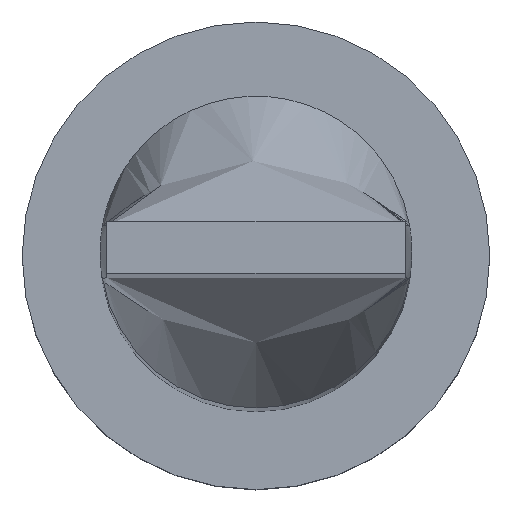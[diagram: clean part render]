
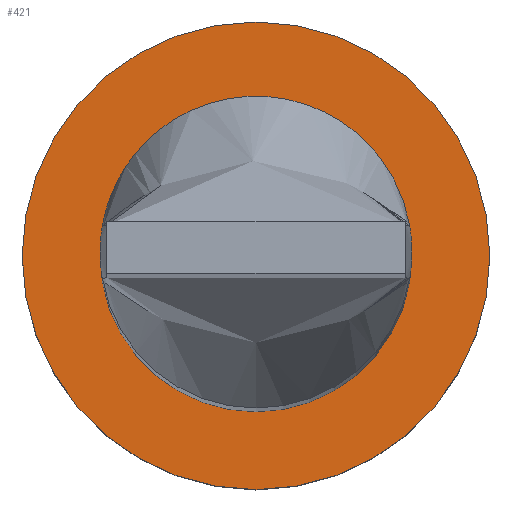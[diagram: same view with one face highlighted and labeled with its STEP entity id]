
A CAD part, top view. The second image highlights one B-rep face of the part: STEP entity #421.
In plain terms, the highlighted planar face has unit normal (0, 0, 1).
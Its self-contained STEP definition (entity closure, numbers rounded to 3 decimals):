
#4 = CIRCLE ( 'NONE', #595, 9. ) ;
#17 = DIRECTION ( 'NONE',  ( 1., 0., 0. ) ) ;
#19 = VERTEX_POINT ( 'NONE', #34 ) ;
#34 = CARTESIAN_POINT ( 'NONE',  ( -6., 0., 7. ) ) ;
#61 = VERTEX_POINT ( 'NONE', #214 ) ;
#97 = ORIENTED_EDGE ( 'NONE', *, *, #102, .F. ) ;
#102 = EDGE_CURVE ( 'NONE', #416, #19, #201, .T. ) ;
#111 = ORIENTED_EDGE ( 'NONE', *, *, #377, .T. ) ;
#130 = PLANE ( 'NONE',  #326 ) ;
#137 = EDGE_CURVE ( 'NONE', #19, #416, #253, .T. ) ;
#138 = FACE_OUTER_BOUND ( 'NONE', #265, .T. ) ;
#165 = DIRECTION ( 'NONE',  ( 0., 0., 1. ) ) ;
#179 = CARTESIAN_POINT ( 'NONE',  ( 0., 0., 7. ) ) ;
#180 = CIRCLE ( 'NONE', #457, 9. ) ;
#182 = DIRECTION ( 'NONE',  ( 0., 0., 1. ) ) ;
#189 = ORIENTED_EDGE ( 'NONE', *, *, #208, .T. ) ;
#201 = CIRCLE ( 'NONE', #550, 6. ) ;
#208 = EDGE_CURVE ( 'NONE', #492, #61, #180, .T. ) ;
#214 = CARTESIAN_POINT ( 'NONE',  ( 9., 0., 7. ) ) ;
#227 = CARTESIAN_POINT ( 'NONE',  ( 6., 0., 7. ) ) ;
#253 = CIRCLE ( 'NONE', #598, 6. ) ;
#264 = DIRECTION ( 'NONE',  ( 1., 0., 0. ) ) ;
#265 = EDGE_LOOP ( 'NONE', ( #189, #111 ) ) ;
#274 = FACE_BOUND ( 'NONE', #523, .T. ) ;
#283 = CARTESIAN_POINT ( 'NONE',  ( -9., 0., 7. ) ) ;
#301 = DIRECTION ( 'NONE',  ( 0., 0., 1. ) ) ;
#314 = CARTESIAN_POINT ( 'NONE',  ( 0., 0., 7. ) ) ;
#326 = AXIS2_PLACEMENT_3D ( 'NONE', #332, #553, #609 ) ;
#330 = DIRECTION ( 'NONE',  ( 0., 0., 1. ) ) ;
#332 = CARTESIAN_POINT ( 'NONE',  ( 0., 0., 7. ) ) ;
#361 = DIRECTION ( 'NONE',  ( 1., 0., 0. ) ) ;
#377 = EDGE_CURVE ( 'NONE', #61, #492, #4, .T. ) ;
#416 = VERTEX_POINT ( 'NONE', #227 ) ;
#421 = ADVANCED_FACE ( 'NONE', ( #274, #138 ), #130, .T. ) ;
#447 = CARTESIAN_POINT ( 'NONE',  ( 0., 0., 7. ) ) ;
#457 = AXIS2_PLACEMENT_3D ( 'NONE', #447, #182, #17 ) ;
#478 = ORIENTED_EDGE ( 'NONE', *, *, #137, .F. ) ;
#492 = VERTEX_POINT ( 'NONE', #283 ) ;
#504 = CARTESIAN_POINT ( 'NONE',  ( 0., 0., 7. ) ) ;
#517 = DIRECTION ( 'NONE',  ( 1., 0., 0. ) ) ;
#523 = EDGE_LOOP ( 'NONE', ( #478, #97 ) ) ;
#550 = AXIS2_PLACEMENT_3D ( 'NONE', #504, #165, #361 ) ;
#553 = DIRECTION ( 'NONE',  ( 0., 0., 1. ) ) ;
#595 = AXIS2_PLACEMENT_3D ( 'NONE', #314, #301, #264 ) ;
#598 = AXIS2_PLACEMENT_3D ( 'NONE', #179, #330, #517 ) ;
#609 = DIRECTION ( 'NONE',  ( 1., 0., 0. ) ) ;
